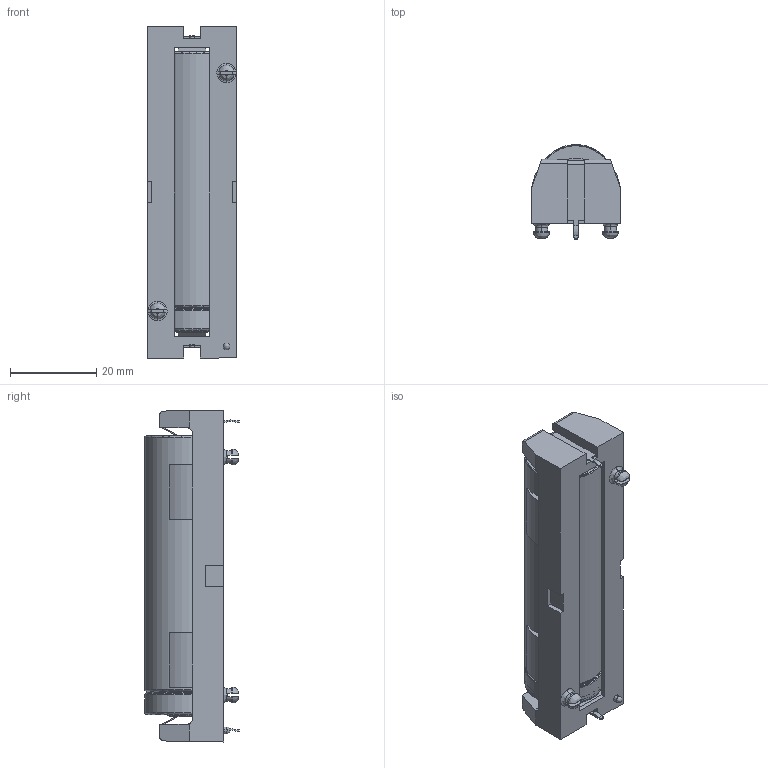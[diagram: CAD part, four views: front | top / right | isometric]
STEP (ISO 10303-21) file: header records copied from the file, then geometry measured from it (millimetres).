
FILE_DESCRIPTION (( 'STEP AP214' ), '1' );
FILE_NAME ('keystone_1043__1043p_batteryholder.STEP', '2019-06-05T09:58:29', ( '' ), ( '' ), 'SwSTEP 2.0', 'SolidWorks 2018', '' );
FILE_SCHEMA (( 'AUTOMOTIVE_DESIGN' ));
Length unit declared in the file: millimetre
Products named in the file (3): PANASONIC_NCR-18650B; KEYELCO_1043; keystone_1043__1043p_batteryholder
Assembly tree (2 placements, depth 2):
  keystone_1043__1043p_batteryholder
    KEYELCO_1043
    PANASONIC_NCR-18650B
Bounding box: 20.65 x 21.88 x 77.05 mm (x, y, z)
Volume: 22442.4 mm3; surface area: 19608.1 mm2
Topology: 8 solids, 8 shells, 321 faces, 870 edges, 562 vertices
Faces by surface type: plane 146, cylinder 84, bspline 69, cone 22
Entity records: 12046 total; most frequent: CARTESIAN_POINT 4239, ORIENTED_EDGE 1736, DIRECTION 1438, EDGE_CURVE 868, VERTEX_POINT 562, AXIS2_PLACEMENT_3D 503, VECTOR 432, LINE 432
